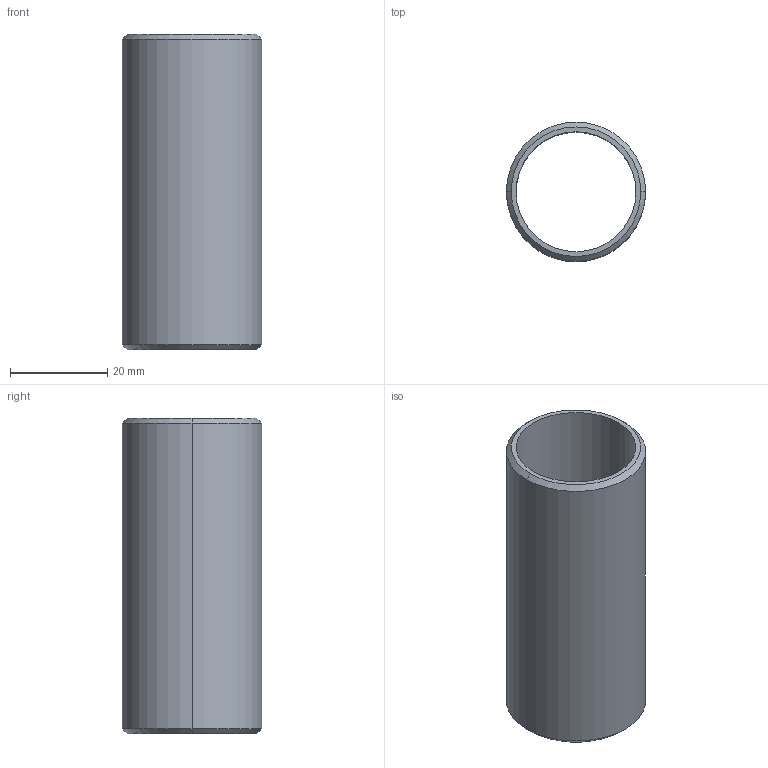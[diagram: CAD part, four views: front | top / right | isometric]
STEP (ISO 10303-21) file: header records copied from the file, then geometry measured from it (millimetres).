
FILE_DESCRIPTION (( 'STEP AP203' ), '1' );
FILE_NAME ('50096-240-25.step', '2019-07-10T10:00:58', ( '' ), ( '' ), 'SwSTEP 2.0', 'SolidWorks 2015', '' );
FILE_SCHEMA (( 'CONFIG_CONTROL_DESIGN' ));
Length unit declared in the file: millimetre
Products named in the file (1): 50096-240-25
Bounding box: 28.7 x 28.7 x 65 mm (x, y, z)
Volume: 10815.7 mm3; surface area: 11142.9 mm2
Topology: 1 solids, 1 shells, 281 faces, 772 edges, 504 vertices
Faces by surface type: bspline 121, plane 107, cylinder 49, cone 4
Entity records: 14115 total; most frequent: CARTESIAN_POINT 7837, ORIENTED_EDGE 1544, DIRECTION 876, EDGE_CURVE 772, VERTEX_POINT 504, VECTOR 358, LINE 358, EDGE_LOOP 294
